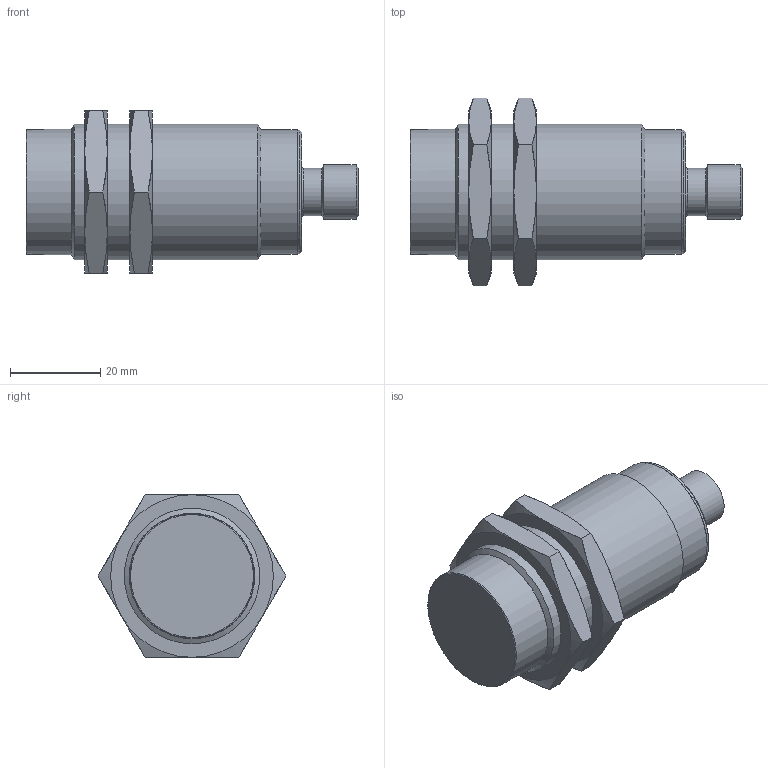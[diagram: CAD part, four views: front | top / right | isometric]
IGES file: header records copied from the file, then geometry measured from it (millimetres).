
Start section: Data from Parasolid IGES Translator 26.0.171, Copyright(c) 2006 Siemens PLM Software. All Rights Reserved.
Global section: file name: DW-AS-519-M30-390.igs; native system: By Siemens PLM Incorporated; preprocessor: XPlus GENERIC/IGES 26.0.171; author: Noname; organization: Noname; date: 20230329.101545; units: millimetre
Bounding box: 73.5 x 41.57 x 36 mm (x, y, z)
Surface area: 9655.6 mm2 (no closed solid volume)
Topology: 0 solids, 0 shells, 100 faces, 483 edges, 445 vertices
Faces by surface type: revolution 61, extrusion 39
